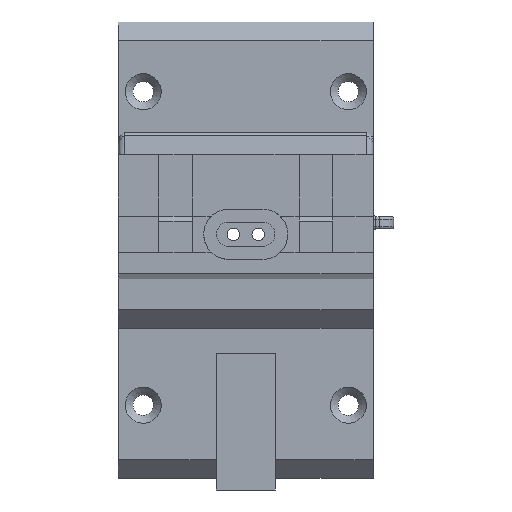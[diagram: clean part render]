
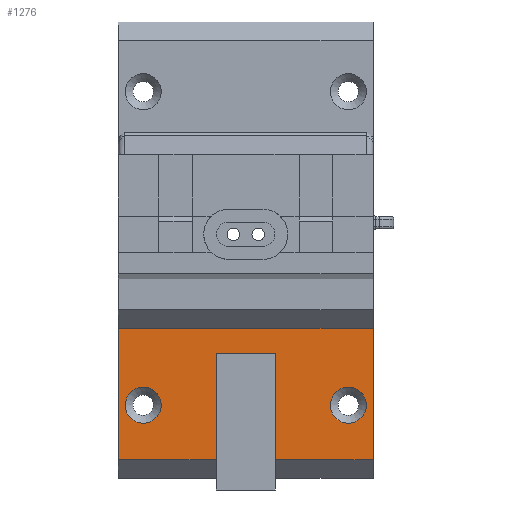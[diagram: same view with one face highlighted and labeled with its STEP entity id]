
A CAD part, front view. The second image highlights one B-rep face of the part: STEP entity #1276.
In plain terms, the highlighted planar face has unit normal (0, -1, 0).
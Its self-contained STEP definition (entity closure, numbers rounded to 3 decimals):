
#182 = VERTEX_POINT('',#183);
#183 = CARTESIAN_POINT('',(20.5,-41.,20.985));
#189 = EDGE_CURVE('',#182,#190,#192,.T.);
#190 = VERTEX_POINT('',#191);
#191 = CARTESIAN_POINT('',(20.5,-41.,-0.117));
#192 = LINE('',#193,#194);
#193 = CARTESIAN_POINT('',(20.5,-41.,20.985));
#194 = VECTOR('',#195,1.);
#195 = DIRECTION('',(0.,0.,-1.));
#1218 = EDGE_CURVE('',#1219,#190,#1221,.T.);
#1219 = VERTEX_POINT('',#1220);
#1220 = CARTESIAN_POINT('',(4.75,-41.,-0.117));
#1221 = LINE('',#1222,#1223);
#1222 = CARTESIAN_POINT('',(-20.5,-41.,-0.117));
#1223 = VECTOR('',#1224,1.);
#1224 = DIRECTION('',(1.,0.,0.));
#1227 = VERTEX_POINT('',#1228);
#1228 = CARTESIAN_POINT('',(-4.75,-41.,-0.117));
#1234 = EDGE_CURVE('',#1235,#1227,#1237,.T.);
#1235 = VERTEX_POINT('',#1236);
#1236 = CARTESIAN_POINT('',(-20.5,-41.,-0.117));
#1237 = LINE('',#1238,#1239);
#1238 = CARTESIAN_POINT('',(-20.5,-41.,-0.117));
#1239 = VECTOR('',#1240,1.);
#1240 = DIRECTION('',(1.,0.,0.));
#1276 = ADVANCED_FACE('',(#1277,#1334,#1345),#1356,.F.);
#1277 = FACE_BOUND('',#1278,.F.);
#1278 = EDGE_LOOP('',(#1279,#1287,#1293,#1294,#1295,#1303,#1311,#1319,
    #1327,#1333));
#1279 = ORIENTED_EDGE('',*,*,#1280,.F.);
#1280 = EDGE_CURVE('',#1281,#1235,#1283,.T.);
#1281 = VERTEX_POINT('',#1282);
#1282 = CARTESIAN_POINT('',(-20.5,-41.,20.985));
#1283 = LINE('',#1284,#1285);
#1284 = CARTESIAN_POINT('',(-20.5,-41.,20.985));
#1285 = VECTOR('',#1286,1.);
#1286 = DIRECTION('',(0.,0.,-1.));
#1287 = ORIENTED_EDGE('',*,*,#1288,.T.);
#1288 = EDGE_CURVE('',#1281,#182,#1289,.T.);
#1289 = LINE('',#1290,#1291);
#1290 = CARTESIAN_POINT('',(-20.5,-41.,20.985));
#1291 = VECTOR('',#1292,1.);
#1292 = DIRECTION('',(1.,0.,0.));
#1293 = ORIENTED_EDGE('',*,*,#189,.T.);
#1294 = ORIENTED_EDGE('',*,*,#1218,.F.);
#1295 = ORIENTED_EDGE('',*,*,#1296,.T.);
#1296 = EDGE_CURVE('',#1219,#1297,#1299,.T.);
#1297 = VERTEX_POINT('',#1298);
#1298 = CARTESIAN_POINT('',(4.75,-41.,0.));
#1299 = LINE('',#1300,#1301);
#1300 = CARTESIAN_POINT('',(4.75,-41.,-5.));
#1301 = VECTOR('',#1302,1.);
#1302 = DIRECTION('',(0.,0.,1.));
#1303 = ORIENTED_EDGE('',*,*,#1304,.T.);
#1304 = EDGE_CURVE('',#1297,#1305,#1307,.T.);
#1305 = VERTEX_POINT('',#1306);
#1306 = CARTESIAN_POINT('',(4.75,-41.,17.));
#1307 = LINE('',#1308,#1309);
#1308 = CARTESIAN_POINT('',(4.75,-41.,0.));
#1309 = VECTOR('',#1310,1.);
#1310 = DIRECTION('',(0.,0.,1.));
#1311 = ORIENTED_EDGE('',*,*,#1312,.T.);
#1312 = EDGE_CURVE('',#1305,#1313,#1315,.T.);
#1313 = VERTEX_POINT('',#1314);
#1314 = CARTESIAN_POINT('',(-4.75,-41.,17.));
#1315 = LINE('',#1316,#1317);
#1316 = CARTESIAN_POINT('',(4.75,-41.,17.));
#1317 = VECTOR('',#1318,1.);
#1318 = DIRECTION('',(-1.,0.,0.));
#1319 = ORIENTED_EDGE('',*,*,#1320,.T.);
#1320 = EDGE_CURVE('',#1313,#1321,#1323,.T.);
#1321 = VERTEX_POINT('',#1322);
#1322 = CARTESIAN_POINT('',(-4.75,-41.,0.));
#1323 = LINE('',#1324,#1325);
#1324 = CARTESIAN_POINT('',(-4.75,-41.,17.));
#1325 = VECTOR('',#1326,1.);
#1326 = DIRECTION('',(0.,0.,-1.));
#1327 = ORIENTED_EDGE('',*,*,#1328,.T.);
#1328 = EDGE_CURVE('',#1321,#1227,#1329,.T.);
#1329 = LINE('',#1330,#1331);
#1330 = CARTESIAN_POINT('',(-4.75,-41.,0.));
#1331 = VECTOR('',#1332,1.);
#1332 = DIRECTION('',(0.,0.,-1.));
#1333 = ORIENTED_EDGE('',*,*,#1234,.F.);
#1334 = FACE_BOUND('',#1335,.F.);
#1335 = EDGE_LOOP('',(#1336));
#1336 = ORIENTED_EDGE('',*,*,#1337,.F.);
#1337 = EDGE_CURVE('',#1338,#1338,#1340,.T.);
#1338 = VERTEX_POINT('',#1339);
#1339 = CARTESIAN_POINT('',(19.4,-41.,8.649));
#1340 = CIRCLE('',#1341,2.9);
#1341 = AXIS2_PLACEMENT_3D('',#1342,#1343,#1344);
#1342 = CARTESIAN_POINT('',(16.5,-41.,8.649));
#1343 = DIRECTION('',(0.,1.,0.));
#1344 = DIRECTION('',(1.,0.,0.));
#1345 = FACE_BOUND('',#1346,.F.);
#1346 = EDGE_LOOP('',(#1347));
#1347 = ORIENTED_EDGE('',*,*,#1348,.F.);
#1348 = EDGE_CURVE('',#1349,#1349,#1351,.T.);
#1349 = VERTEX_POINT('',#1350);
#1350 = CARTESIAN_POINT('',(-13.6,-41.,8.649));
#1351 = CIRCLE('',#1352,2.9);
#1352 = AXIS2_PLACEMENT_3D('',#1353,#1354,#1355);
#1353 = CARTESIAN_POINT('',(-16.5,-41.,8.649));
#1354 = DIRECTION('',(0.,1.,0.));
#1355 = DIRECTION('',(1.,0.,0.));
#1356 = PLANE('',#1357);
#1357 = AXIS2_PLACEMENT_3D('',#1358,#1359,#1360);
#1358 = CARTESIAN_POINT('',(-20.5,-41.,20.985));
#1359 = DIRECTION('',(0.,1.,0.));
#1360 = DIRECTION('',(0.,0.,-1.));
